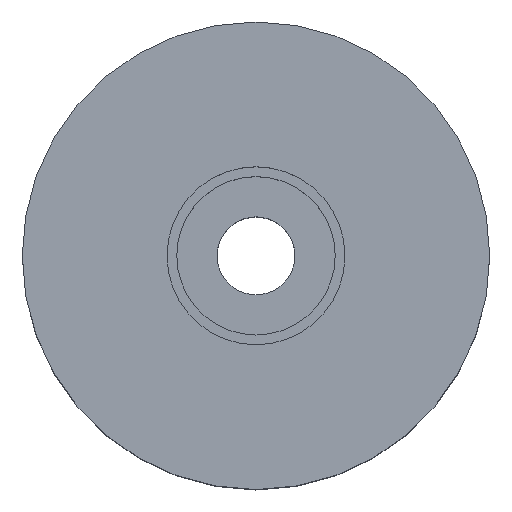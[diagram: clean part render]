
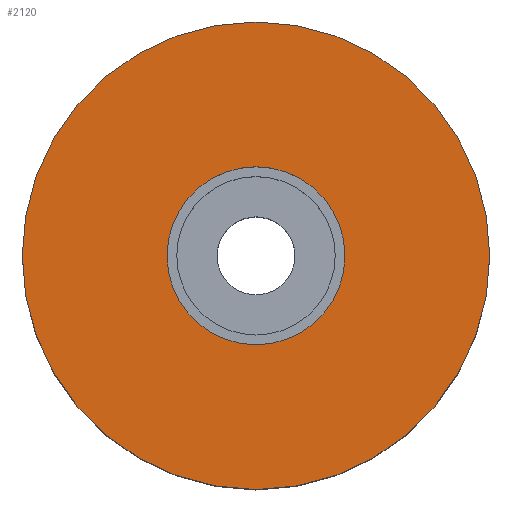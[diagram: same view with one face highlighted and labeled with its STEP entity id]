
A CAD part, top view. The second image highlights one B-rep face of the part: STEP entity #2120.
In plain terms, the highlighted planar face has unit normal (0, 0, 1).
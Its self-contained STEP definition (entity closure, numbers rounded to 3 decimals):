
#314=FACE_BOUND('',#509,.T.);
#370=FACE_OUTER_BOUND('',#508,.T.);
#508=EDGE_LOOP('',(#1629));
#509=EDGE_LOOP('',(#1630));
#589=CIRCLE('',#2225,6.85);
#773=CIRCLE('',#2462,18.);
#844=VERTEX_POINT('',#3461);
#999=VERTEX_POINT('',#3859);
#1038=EDGE_CURVE('',#844,#844,#589,.T.);
#1228=EDGE_CURVE('',#999,#999,#773,.T.);
#1629=ORIENTED_EDGE('',*,*,#1228,.T.);
#1630=ORIENTED_EDGE('',*,*,#1038,.T.);
#2047=PLANE('',#2479);
#2120=ADVANCED_FACE('',(#370,#314),#2047,.T.);
#2225=AXIS2_PLACEMENT_3D('',#3462,#2619,#2620);
#2462=AXIS2_PLACEMENT_3D('',#3860,#3099,#3100);
#2479=AXIS2_PLACEMENT_3D('',#3880,#3134,#3135);
#2619=DIRECTION('center_axis',(0.,0.,-1.));
#2620=DIRECTION('ref_axis',(-1.,0.,0.));
#3099=DIRECTION('center_axis',(0.,0.,1.));
#3100=DIRECTION('ref_axis',(1.,0.,0.));
#3134=DIRECTION('center_axis',(0.,0.,1.));
#3135=DIRECTION('ref_axis',(1.,0.,0.));
#3461=CARTESIAN_POINT('',(6.85,0.,18.5));
#3462=CARTESIAN_POINT('Origin',(0.,0.,18.5));
#3859=CARTESIAN_POINT('',(-18.,0.,18.5));
#3860=CARTESIAN_POINT('Origin',(0.,0.,18.5));
#3880=CARTESIAN_POINT('Origin',(0.,0.,18.5));
